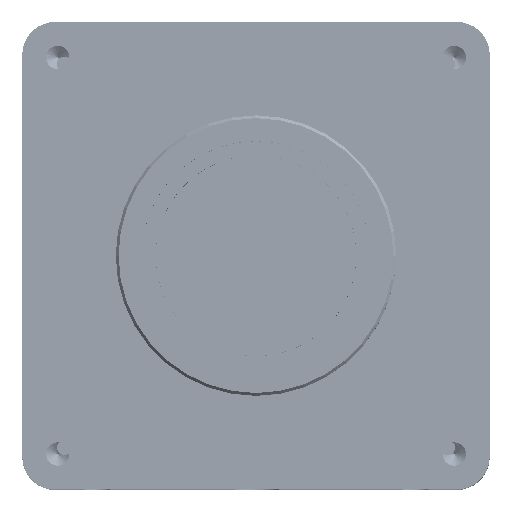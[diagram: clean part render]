
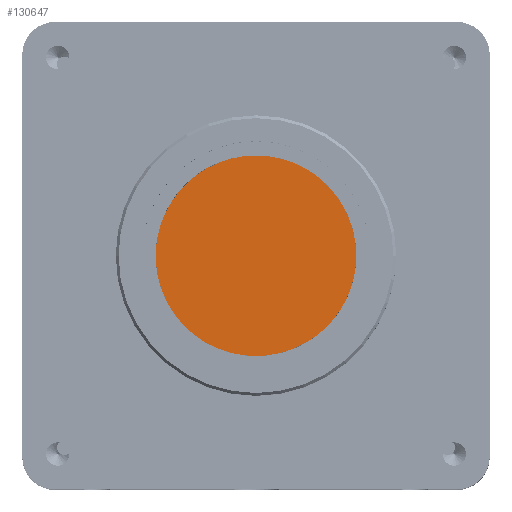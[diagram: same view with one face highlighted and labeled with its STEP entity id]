
A CAD part, top view. The second image highlights one B-rep face of the part: STEP entity #130647.
In plain terms, the highlighted planar face has unit normal (0, 0, 1).
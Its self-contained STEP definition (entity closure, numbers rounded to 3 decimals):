
#5879 = CARTESIAN_POINT ( 'NONE',  ( 0., 0., 0.5 ) ) ;
#17915 = DIRECTION ( 'NONE',  ( 0., 0., 1. ) ) ;
#18371 = AXIS2_PLACEMENT_3D ( 'NONE', #5879, #17915, #55323 ) ;
#21655 = VERTEX_POINT ( 'NONE', #69656 ) ;
#25216 = ORIENTED_EDGE ( 'NONE', *, *, #60046, .T. ) ;
#27522 = EDGE_CURVE ( 'NONE', #21655, #118776, #124890, .T. ) ;
#46629 = FACE_OUTER_BOUND ( 'NONE', #59763, .T. ) ;
#53454 = AXIS2_PLACEMENT_3D ( 'NONE', #99942, #111461, #125105 ) ;
#55323 = DIRECTION ( 'NONE',  ( 1., 0., 0. ) ) ;
#59763 = EDGE_LOOP ( 'NONE', ( #25216, #87585 ) ) ;
#60046 = EDGE_CURVE ( 'NONE', #118776, #21655, #132445, .T. ) ;
#63658 = DIRECTION ( 'NONE',  ( 0., 0., 1. ) ) ;
#69656 = CARTESIAN_POINT ( 'NONE',  ( 11.9, 0., 0.5 ) ) ;
#74656 = CARTESIAN_POINT ( 'NONE',  ( -11.9, 0., 0.5 ) ) ;
#76921 = PLANE ( 'NONE',  #53454 ) ;
#87585 = ORIENTED_EDGE ( 'NONE', *, *, #27522, .T. ) ;
#99942 = CARTESIAN_POINT ( 'NONE',  ( 0., 0., 0.5 ) ) ;
#111461 = DIRECTION ( 'NONE',  ( 0., 0., 1. ) ) ;
#118776 = VERTEX_POINT ( 'NONE', #74656 ) ;
#124890 = CIRCLE ( 'NONE', #125569, 11.9 ) ;
#125105 = DIRECTION ( 'NONE',  ( 1., 0., 0. ) ) ;
#125569 = AXIS2_PLACEMENT_3D ( 'NONE', #135262, #63658, #147398 ) ;
#130647 = ADVANCED_FACE ( 'NONE', ( #46629 ), #76921, .T. ) ;
#132445 = CIRCLE ( 'NONE', #18371, 11.9 ) ;
#135262 = CARTESIAN_POINT ( 'NONE',  ( 0., 0., 0.5 ) ) ;
#147398 = DIRECTION ( 'NONE',  ( 1., 0., 0. ) ) ;
